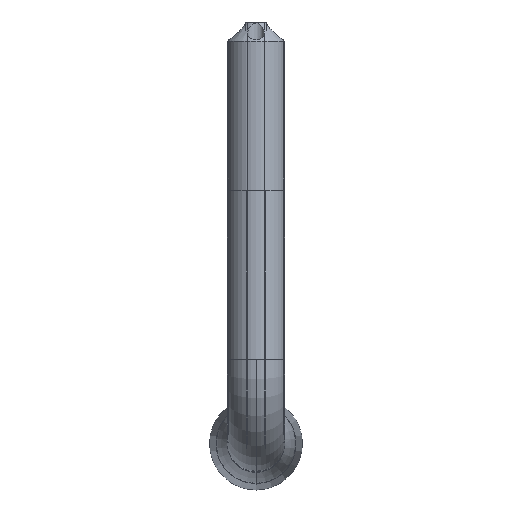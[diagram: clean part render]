
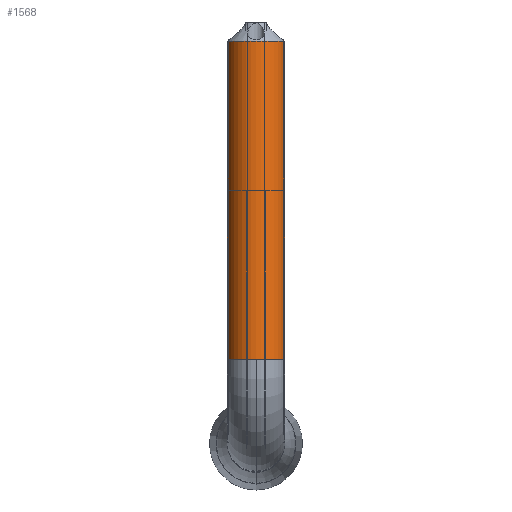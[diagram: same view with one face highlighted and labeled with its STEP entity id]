
A CAD part, front view. The second image highlights one B-rep face of the part: STEP entity #1568.
In plain terms, the highlighted cylindrical face has radius 1.702 mm (diameter 3.404 mm), a partial arc.
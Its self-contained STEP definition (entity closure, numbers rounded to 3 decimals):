
#351 = AXIS2_PLACEMENT_3D ( 'NONE', #3619, #362, #5755 ) ;
#362 = DIRECTION ( 'NONE',  ( 0., 0., -1. ) ) ;
#541 = CARTESIAN_POINT ( 'NONE',  ( 0., 0., -20. ) ) ;
#767 = CARTESIAN_POINT ( 'NONE',  ( 0., 0., -20. ) ) ;
#785 = VERTEX_POINT ( 'NONE', #1781 ) ;
#844 = CARTESIAN_POINT ( 'NONE',  ( 1.702, 0., 0. ) ) ;
#932 = EDGE_CURVE ( 'NONE', #1752, #1950, #5807, .T. ) ;
#1504 = EDGE_LOOP ( 'NONE', ( #6786, #4590, #4969, #2056, #3932 ) ) ;
#1568 = ADVANCED_FACE ( 'NONE', ( #4531 ), #5562, .T. ) ;
#1749 = CARTESIAN_POINT ( 'NONE',  ( -1.702, 0., 0. ) ) ;
#1752 = VERTEX_POINT ( 'NONE', #5864 ) ;
#1781 = CARTESIAN_POINT ( 'NONE',  ( -1.702, 0., -20. ) ) ;
#1950 = VERTEX_POINT ( 'NONE', #6489 ) ;
#2056 = ORIENTED_EDGE ( 'NONE', *, *, #6550, .T. ) ;
#2204 = AXIS2_PLACEMENT_3D ( 'NONE', #767, #5627, #5118 ) ;
#2240 = EDGE_CURVE ( 'NONE', #3727, #785, #4945, .T. ) ;
#2647 = CARTESIAN_POINT ( 'NONE',  ( 0., -1.702, -20. ) ) ;
#2959 = DIRECTION ( 'NONE',  ( 0., 0., -1. ) ) ;
#3606 = VECTOR ( 'NONE', #2959, 1000. ) ;
#3619 = CARTESIAN_POINT ( 'NONE',  ( 0., 0., 0. ) ) ;
#3655 = CARTESIAN_POINT ( 'NONE',  ( 0., 0., -1.152 ) ) ;
#3727 = VERTEX_POINT ( 'NONE', #6223 ) ;
#3855 = DIRECTION ( 'NONE',  ( 0., 0., 1. ) ) ;
#3857 = CIRCLE ( 'NONE', #6879, 1.702 ) ;
#3932 = ORIENTED_EDGE ( 'NONE', *, *, #6076, .T. ) ;
#3986 = VERTEX_POINT ( 'NONE', #2647 ) ;
#4176 = DIRECTION ( 'NONE',  ( 0., 0., 1. ) ) ;
#4371 = DIRECTION ( 'NONE',  ( 1., 0., 0. ) ) ;
#4473 = AXIS2_PLACEMENT_3D ( 'NONE', #3655, #4176, #4700 ) ;
#4531 = FACE_OUTER_BOUND ( 'NONE', #1504, .T. ) ;
#4590 = ORIENTED_EDGE ( 'NONE', *, *, #5173, .F. ) ;
#4700 = DIRECTION ( 'NONE',  ( 1., 0., 0. ) ) ;
#4945 = LINE ( 'NONE', #1749, #5959 ) ;
#4962 = CIRCLE ( 'NONE', #2204, 1.702 ) ;
#4969 = ORIENTED_EDGE ( 'NONE', *, *, #2240, .T. ) ;
#5118 = DIRECTION ( 'NONE',  ( 1., 0., 0. ) ) ;
#5173 = EDGE_CURVE ( 'NONE', #3727, #1752, #6904, .T. ) ;
#5549 = DIRECTION ( 'NONE',  ( 0., 0., -1. ) ) ;
#5562 = CYLINDRICAL_SURFACE ( 'NONE', #351, 1.702 ) ;
#5627 = DIRECTION ( 'NONE',  ( 0., 0., 1. ) ) ;
#5755 = DIRECTION ( 'NONE',  ( -1., 0., 0. ) ) ;
#5807 = LINE ( 'NONE', #844, #3606 ) ;
#5864 = CARTESIAN_POINT ( 'NONE',  ( 1.702, 0., -1.152 ) ) ;
#5959 = VECTOR ( 'NONE', #5549, 1000. ) ;
#6076 = EDGE_CURVE ( 'NONE', #3986, #1950, #4962, .T. ) ;
#6223 = CARTESIAN_POINT ( 'NONE',  ( -1.702, 0., -1.152 ) ) ;
#6489 = CARTESIAN_POINT ( 'NONE',  ( 1.702, 0., -20. ) ) ;
#6550 = EDGE_CURVE ( 'NONE', #785, #3986, #3857, .T. ) ;
#6786 = ORIENTED_EDGE ( 'NONE', *, *, #932, .F. ) ;
#6879 = AXIS2_PLACEMENT_3D ( 'NONE', #541, #3855, #4371 ) ;
#6904 = CIRCLE ( 'NONE', #4473, 1.702 ) ;
